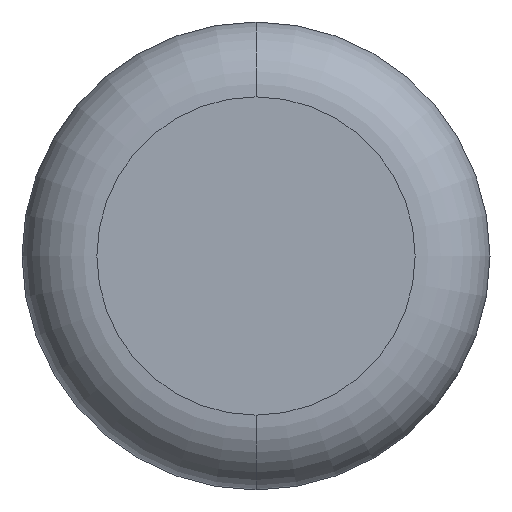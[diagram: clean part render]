
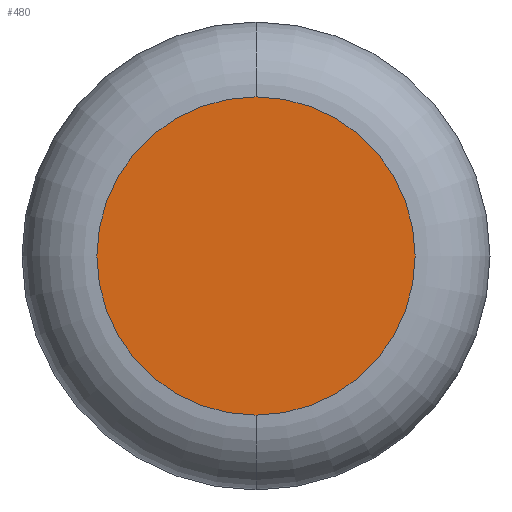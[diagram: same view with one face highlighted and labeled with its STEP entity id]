
A CAD part, front view. The second image highlights one B-rep face of the part: STEP entity #480.
In plain terms, the highlighted planar face has unit normal (0, -1, 0).
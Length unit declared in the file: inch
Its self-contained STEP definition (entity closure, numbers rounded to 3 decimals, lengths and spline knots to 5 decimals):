
#30 = CARTESIAN_POINT ( 'NONE',  ( 0., 0., -0.1275 ) ) ;
#71 = CARTESIAN_POINT ( 'NONE',  ( 0., 0., 0. ) ) ;
#87 = DIRECTION ( 'NONE',  ( 0., -1., 0. ) ) ;
#91 = EDGE_LOOP ( 'NONE', ( #517, #295 ) ) ;
#140 = CIRCLE ( 'NONE', #431, 0.1275 ) ;
#215 = VERTEX_POINT ( 'NONE', #30 ) ;
#295 = ORIENTED_EDGE ( 'NONE', *, *, #329, .T. ) ;
#322 = DIRECTION ( 'NONE',  ( 0., -1., 0. ) ) ;
#329 = EDGE_CURVE ( 'NONE', #342, #215, #549, .T. ) ;
#334 = CARTESIAN_POINT ( 'NONE',  ( 0., 0., 0. ) ) ;
#342 = VERTEX_POINT ( 'NONE', #476 ) ;
#353 = DIRECTION ( 'NONE',  ( 0., -1., 0. ) ) ;
#413 = DIRECTION ( 'NONE',  ( 0., 0., -1. ) ) ;
#416 = EDGE_CURVE ( 'NONE', #215, #342, #140, .T. ) ;
#431 = AXIS2_PLACEMENT_3D ( 'NONE', #471, #353, #526 ) ;
#441 = AXIS2_PLACEMENT_3D ( 'NONE', #334, #87, #413 ) ;
#451 = FACE_OUTER_BOUND ( 'NONE', #91, .T. ) ;
#471 = CARTESIAN_POINT ( 'NONE',  ( 0., 0., 0. ) ) ;
#476 = CARTESIAN_POINT ( 'NONE',  ( 0., 0., 0.1275 ) ) ;
#479 = AXIS2_PLACEMENT_3D ( 'NONE', #71, #322, #496 ) ;
#480 = ADVANCED_FACE ( 'NONE', ( #451 ), #536, .T. ) ;
#496 = DIRECTION ( 'NONE',  ( 0., 0., -1. ) ) ;
#517 = ORIENTED_EDGE ( 'NONE', *, *, #416, .T. ) ;
#526 = DIRECTION ( 'NONE',  ( 0., 0., -1. ) ) ;
#536 = PLANE ( 'NONE',  #441 ) ;
#549 = CIRCLE ( 'NONE', #479, 0.1275 ) ;
